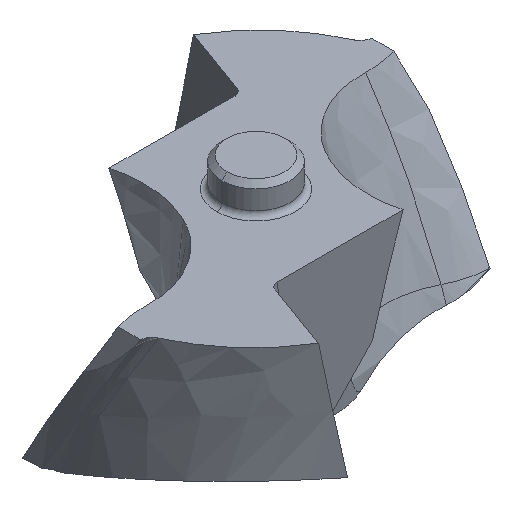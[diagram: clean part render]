
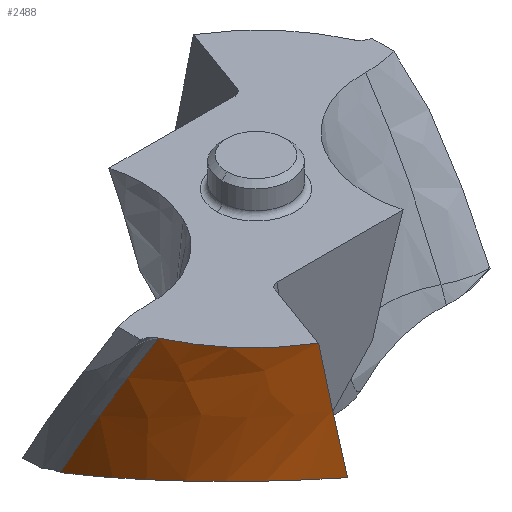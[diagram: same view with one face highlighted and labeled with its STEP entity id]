
A CAD part, isometric view. The second image highlights one B-rep face of the part: STEP entity #2488.
In plain terms, the highlighted free-form (B-spline) face has degree [3, 3] with [7, 5] control points.
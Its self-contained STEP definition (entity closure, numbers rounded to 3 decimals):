
#175=CARTESIAN_POINT('',(-2.96,-4.771,
0.));
#176=CARTESIAN_POINT('',(-3.354,-4.534,
0.));
#177=CARTESIAN_POINT('',(-4.234,-3.845,
0.));
#178=CARTESIAN_POINT('',(-4.876,-2.918,
0.));
#179=CARTESIAN_POINT('',(-5.147,-2.327,
0.));
#444=CARTESIAN_POINT('',(-5.65,0.015,
-4.281));
#445=CARTESIAN_POINT('',(-5.65,0.014,
-4.281));
#446=CARTESIAN_POINT('',(-5.651,0.01,
-4.281));
#447=CARTESIAN_POINT('',(-5.65,0.005,
-4.28));
#448=CARTESIAN_POINT('',(-5.65,0.002,
-4.28));
#449=CARTESIAN_POINT('',(-5.65,0.,
-4.279));
#736=CARTESIAN_POINT('',(-5.65,0.015,
-4.281));
#754=CARTESIAN_POINT('',(-2.404,-5.05,
-3.505));
#755=CARTESIAN_POINT('',(-2.573,-4.971,
-3.474));
#756=CARTESIAN_POINT('',(-2.899,-4.8,
-3.422));
#757=CARTESIAN_POINT('',(-3.35,-4.506,
-3.372));
#758=CARTESIAN_POINT('',(-3.772,-4.171,
-3.348));
#759=CARTESIAN_POINT('',(-4.157,-3.799,
-3.352));
#760=CARTESIAN_POINT('',(-4.488,-3.412,
-3.381));
#761=CARTESIAN_POINT('',(-4.789,-2.988,
-3.436));
#762=CARTESIAN_POINT('',(-5.055,-2.527,
-3.517));
#763=CARTESIAN_POINT('',(-5.28,-2.024,
-3.63));
#764=CARTESIAN_POINT('',(-5.429,-1.586,
-3.746));
#765=CARTESIAN_POINT('',(-5.553,-1.089,
-3.893));
#766=CARTESIAN_POINT('',(-5.631,-0.567,
-4.067));
#767=CARTESIAN_POINT('',(-5.651,-0.193,
-4.205));
#768=CARTESIAN_POINT('',(-5.65,0.,
-4.279));
#770=CARTESIAN_POINT('',(-5.65,0.015,
-4.281));
#771=CARTESIAN_POINT('',(-5.655,-0.442,
-3.442));
#772=CARTESIAN_POINT('',(-5.56,-1.236,
-2.015));
#773=CARTESIAN_POINT('',(-5.288,-2.014,
-0.588));
#774=CARTESIAN_POINT('',(-5.147,-2.327,
0.));
#776=CARTESIAN_POINT('',(-2.96,-4.771,
0.));
#777=CARTESIAN_POINT('',(-2.929,-4.781,
-0.189));
#778=CARTESIAN_POINT('',(-2.867,-4.802,
-0.555));
#779=CARTESIAN_POINT('',(-2.782,-4.833,
-1.07));
#780=CARTESIAN_POINT('',(-2.704,-4.865,
-1.549));
#781=CARTESIAN_POINT('',(-2.631,-4.899,
-2.001));
#782=CARTESIAN_POINT('',(-2.544,-4.948,
-2.563));
#783=CARTESIAN_POINT('',(-2.47,-4.997,
-3.05));
#784=CARTESIAN_POINT('',(-2.425,-5.032,
-3.358));
#785=CARTESIAN_POINT('',(-2.404,-5.05,
-3.505));
#959=CARTESIAN_POINT('',(-2.96,-4.771,
0.));
#960=VERTEX_POINT('',#959);
#961=VERTEX_POINT('',#179);
#990=CARTESIAN_POINT('',(-5.65,0.,
-4.279));
#991=VERTEX_POINT('',#990);
#992=VERTEX_POINT('',#754);
#1007=VERTEX_POINT('',#736);
#2444=CARTESIAN_POINT('',(-2.642,-4.991,
-4.325));
#2445=CARTESIAN_POINT('',(-2.301,-5.1,
-3.471));
#2446=CARTESIAN_POINT('',(-1.614,-5.303,
-2.016));
#2447=CARTESIAN_POINT('',(-0.742,-5.491,
-0.56));
#2448=CARTESIAN_POINT('',(-0.351,-5.56,
0.041));
#2449=CARTESIAN_POINT('',(-2.702,-4.959,
-4.325));
#2450=CARTESIAN_POINT('',(-2.363,-5.073,
-3.471));
#2451=CARTESIAN_POINT('',(-1.677,-5.287,
-2.016));
#2452=CARTESIAN_POINT('',(-0.808,-5.484,
-0.56));
#2453=CARTESIAN_POINT('',(-0.418,-5.557,
0.041));
#2454=CARTESIAN_POINT('',(-3.342,-4.606,
-4.325));
#2455=CARTESIAN_POINT('',(-3.017,-4.781,
-3.471));
#2456=CARTESIAN_POINT('',(-2.358,-5.097,
-2.016));
#2457=CARTESIAN_POINT('',(-1.514,-5.396,
-0.56));
#2458=CARTESIAN_POINT('',(-1.135,-5.512,
0.041));
#2459=CARTESIAN_POINT('',(-4.425,-3.698,
-4.325));
#2460=CARTESIAN_POINT('',(-4.152,-3.981,
-3.471));
#2461=CARTESIAN_POINT('',(-3.579,-4.482,
-2.016));
#2462=CARTESIAN_POINT('',(-2.823,-4.966,
-0.56));
#2463=CARTESIAN_POINT('',(-2.48,-5.158,
0.041));
#2464=CARTESIAN_POINT('',(-5.439,-1.931,
-4.325));
#2465=CARTESIAN_POINT('',(-5.289,-2.335,
-3.471));
#2466=CARTESIAN_POINT('',(-4.926,-3.043,
-2.016));
#2467=CARTESIAN_POINT('',(-4.379,-3.734,
-0.56));
#2468=CARTESIAN_POINT('',(-4.123,-4.012,
0.041));
#2469=CARTESIAN_POINT('',(-5.661,-0.583,
-4.325));
#2470=CARTESIAN_POINT('',(-5.617,-1.035,
-3.471));
#2471=CARTESIAN_POINT('',(-5.435,-1.823,
-2.016));
#2472=CARTESIAN_POINT('',(-5.068,-2.595,
-0.56));
#2473=CARTESIAN_POINT('',(-4.887,-2.906,
0.041));
#2474=CARTESIAN_POINT('',(-5.649,0.099,
-4.325));
#2475=CARTESIAN_POINT('',(-5.661,-0.367,
-3.471));
#2476=CARTESIAN_POINT('',(-5.575,-1.179,
-2.016));
#2477=CARTESIAN_POINT('',(-5.304,-1.974,
-0.56));
#2478=CARTESIAN_POINT('',(-5.162,-2.294,
0.041));
#2479=B_SPLINE_SURFACE_WITH_KNOTS('',3,3,((#2444,#2445,#2446,#2447,#2448),
(#2449,#2450,#2451,#2452,#2453),(#2454,#2455,#2456,#2457,#2458),(#2459,#2460,
#2461,#2462,#2463),(#2464,#2465,#2466,#2467,#2468),(#2469,#2470,#2471,#2472,
#2473),(#2474,#2475,#2476,#2477,#2478)),.UNSPECIFIED.,.F.,.F.,.F.,(4,1,1,1,4),
(4,1,4),(0.224,0.25,0.5,0.75,1.008),(
0.052,3.01,5.092),.UNSPECIFIED.);
#2480=ORIENTED_EDGE('',*,*,#1693,.T.);
#2481=ORIENTED_EDGE('',*,*,#1737,.F.);
#2482=ORIENTED_EDGE('',*,*,#2429,.T.);
#2483=ORIENTED_EDGE('',*,*,#1292,.F.);
#2485=ORIENTED_EDGE('',*,*,#2484,.T.);
#2486=EDGE_LOOP('',(#2480,#2481,#2482,#2483,#2485));
#2487=FACE_OUTER_BOUND('',#2486,.F.);
#180=B_SPLINE_CURVE_WITH_KNOTS('',3,(#175,#176,#177,#178,#179),.UNSPECIFIED.,
.F.,.F.,(4,1,4),(0.,0.414,1.),.UNSPECIFIED.);
#450=B_SPLINE_CURVE_WITH_KNOTS('',3,(#444,#445,#446,#447,#448,#449),
.UNSPECIFIED.,.F.,.F.,(4,1,1,4),(0.,0.333,0.667,1.),
.UNSPECIFIED.);
#769=B_SPLINE_CURVE_WITH_KNOTS('',3,(#754,#755,#756,#757,#758,#759,#760,#761,
#762,#763,#764,#765,#766,#767,#768),.UNSPECIFIED.,.F.,.F.,(4,1,1,1,1,1,1,1,1,1,
1,1,4),(0.,0.083,0.167,0.25,0.333,
0.417,0.5,0.583,0.667,0.75,
0.833,0.917,1.),.UNSPECIFIED.);
#775=B_SPLINE_CURVE_WITH_KNOTS('',3,(#770,#771,#772,#773,#774),.UNSPECIFIED.,
.F.,.F.,(4,1,4),(0.,0.588,1.),.UNSPECIFIED.);
#786=B_SPLINE_CURVE_WITH_KNOTS('',3,(#776,#777,#778,#779,#780,#781,#782,#783,
#784,#785),.UNSPECIFIED.,.F.,.F.,(4,1,1,1,1,1,1,4),(0.,0.143,
0.286,0.429,0.571,0.714,
0.857,1.),.UNSPECIFIED.);
#1292=EDGE_CURVE('',#960,#961,#180,.T.);
#1693=EDGE_CURVE('',#992,#991,#769,.T.);
#1737=EDGE_CURVE('',#1007,#991,#450,.T.);
#2429=EDGE_CURVE('',#1007,#961,#775,.T.);
#2484=EDGE_CURVE('',#960,#992,#786,.T.);
#2488=ADVANCED_FACE('',(#2487),#2479,.F.);
